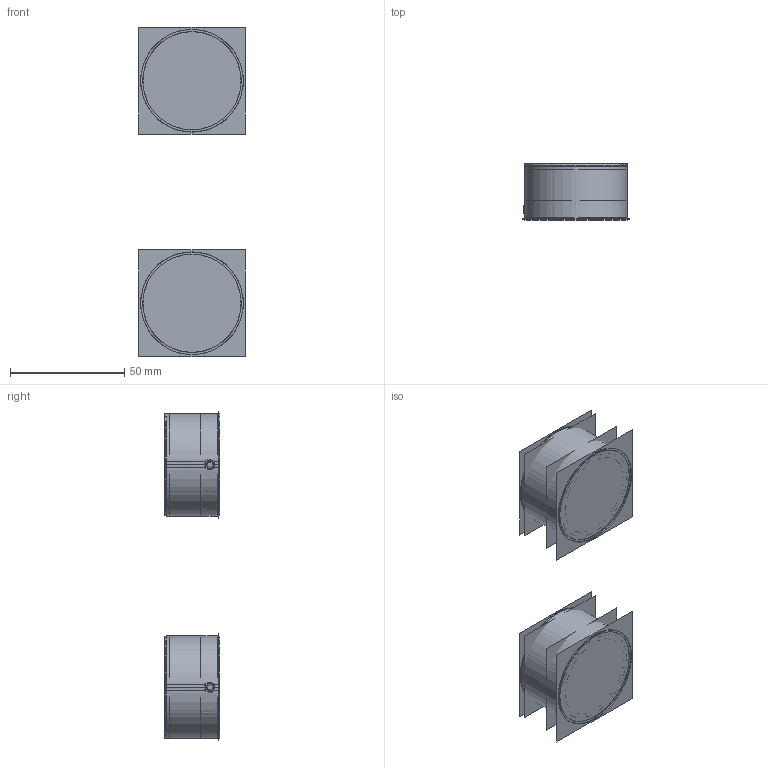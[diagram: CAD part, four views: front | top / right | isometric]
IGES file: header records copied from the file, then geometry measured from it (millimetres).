
Start section:  PTC IGES file: cethl02_asm.igs
Global section: file name: cethl02_asm.igs; native system: Pro/ENGINEER by Parametric Technology Corporation; preprocessor: 2009360; author: user33; organization: Unknown; date: 20191219.150937; units: millimetre
Bounding box: 46.8 x 24.46 x 144.28 mm (x, y, z)
Volume: 20493.3 mm3; surface area: 113623.9 mm2
Topology: 4 solids, 6 shells, 296 faces, 1448 edges, 1792 vertices
Faces by surface type: bspline 176, revolution 120
